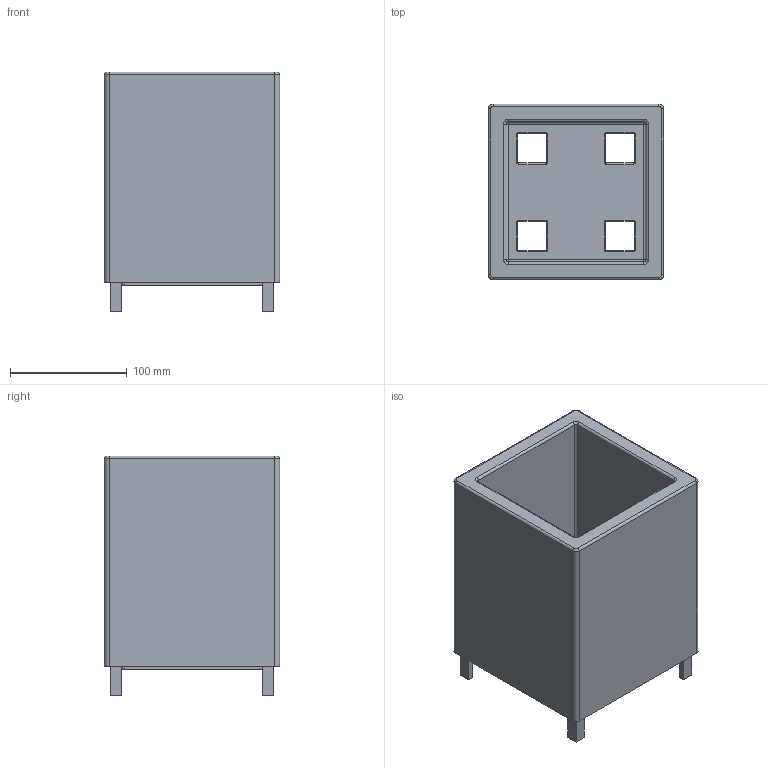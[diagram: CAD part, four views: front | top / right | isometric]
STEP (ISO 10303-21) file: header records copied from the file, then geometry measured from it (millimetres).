
FILE_DESCRIPTION(/* description */ (''),/* implementation_level */ '2;1');
FILE_NAME(/* name */ 'Drip-Through Holder-Top Section.step',/* time_stamp */ '2025-10-27T15:45:19-07:00',/* author */ (''),/* organization */ (''),/* preprocessor_version */ 'ST-DEVELOPER v20.1',/* originating_system */ 'Autodesk Translation Framework v14.17.0.0',/* authorisation */ '');
FILE_SCHEMA (('AUTOMOTIVE_DESIGN { 1 0 10303 214 3 1 1 }'));
Length unit declared in the file: millimetre
Products named in the file (1): Umbrella Stand_Drip-Through Holder-Top Section
Bounding box: 150 x 150 x 205 mm (x, y, z)
Volume: 1670108.7 mm3; surface area: 235865 mm2
Topology: 1 solids, 1 shells, 144 faces, 348 edges, 212 vertices
Faces by surface type: plane 60, cylinder 56, torus 20, bspline 4, sphere 4
Entity records: 4233 total; most frequent: DIRECTION 766, CARTESIAN_POINT 737, ORIENTED_EDGE 696, EDGE_CURVE 348, AXIS2_PLACEMENT_3D 277, LINE 212, VECTOR 212, VERTEX_POINT 212
